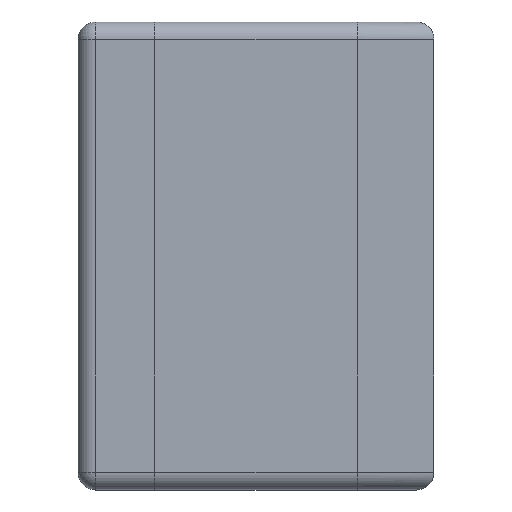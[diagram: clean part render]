
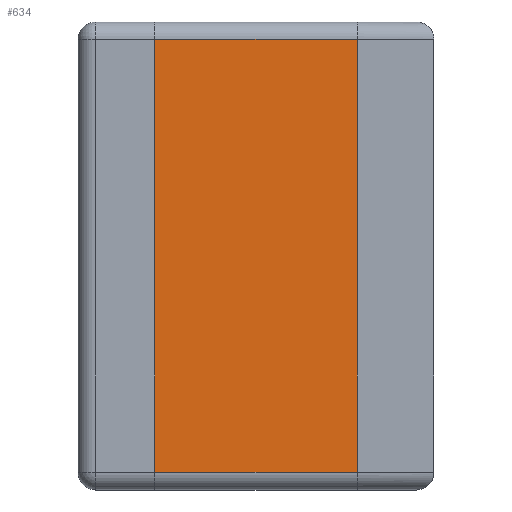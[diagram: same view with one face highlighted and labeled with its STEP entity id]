
A CAD part, top view. The second image highlights one B-rep face of the part: STEP entity #634.
In plain terms, the highlighted planar face has unit normal (0, 0, 1).
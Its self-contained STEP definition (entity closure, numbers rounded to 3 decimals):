
#36=PLANE('',#689);
#58=FACE_OUTER_BOUND('',#101,.T.);
#101=EDGE_LOOP('',(#468,#469,#470,#471));
#135=LINE('',#972,#190);
#140=LINE('',#989,#195);
#144=LINE('',#1002,#199);
#149=LINE('',#1013,#204);
#190=VECTOR('',#757,1.);
#195=VECTOR('',#772,1.);
#199=VECTOR('',#786,1.);
#204=VECTOR('',#799,1.);
#280=VERTEX_POINT('',#969);
#281=VERTEX_POINT('',#971);
#288=VERTEX_POINT('',#987);
#292=VERTEX_POINT('',#1000);
#334=EDGE_CURVE('',#280,#281,#135,.T.);
#343=EDGE_CURVE('',#280,#288,#140,.T.);
#349=EDGE_CURVE('',#292,#288,#144,.T.);
#355=EDGE_CURVE('',#292,#281,#149,.T.);
#468=ORIENTED_EDGE('',*,*,#334,.F.);
#469=ORIENTED_EDGE('',*,*,#343,.T.);
#470=ORIENTED_EDGE('',*,*,#349,.F.);
#471=ORIENTED_EDGE('',*,*,#355,.T.);
#634=ADVANCED_FACE('',(#58),#36,.T.);
#689=AXIS2_PLACEMENT_3D('',#1016,#803,#804);
#757=DIRECTION('',(1.,0.,0.));
#772=DIRECTION('',(0.,-1.,0.));
#786=DIRECTION('',(-1.,0.,0.));
#799=DIRECTION('',(0.,1.,0.));
#803=DIRECTION('center_axis',(0.,0.,1.));
#804=DIRECTION('ref_axis',(1.,0.,0.));
#969=CARTESIAN_POINT('',(-1.45,3.1,3.4));
#971=CARTESIAN_POINT('',(1.45,3.1,3.4));
#972=CARTESIAN_POINT('',(0.725,3.1,3.4));
#987=CARTESIAN_POINT('',(-1.45,-3.1,3.4));
#989=CARTESIAN_POINT('',(-1.45,-3.35,3.4));
#1000=CARTESIAN_POINT('',(1.45,-3.1,3.4));
#1002=CARTESIAN_POINT('',(-0.725,-3.1,3.4));
#1013=CARTESIAN_POINT('',(1.45,3.35,3.4));
#1016=CARTESIAN_POINT('Origin',(0.,0.,3.4));
